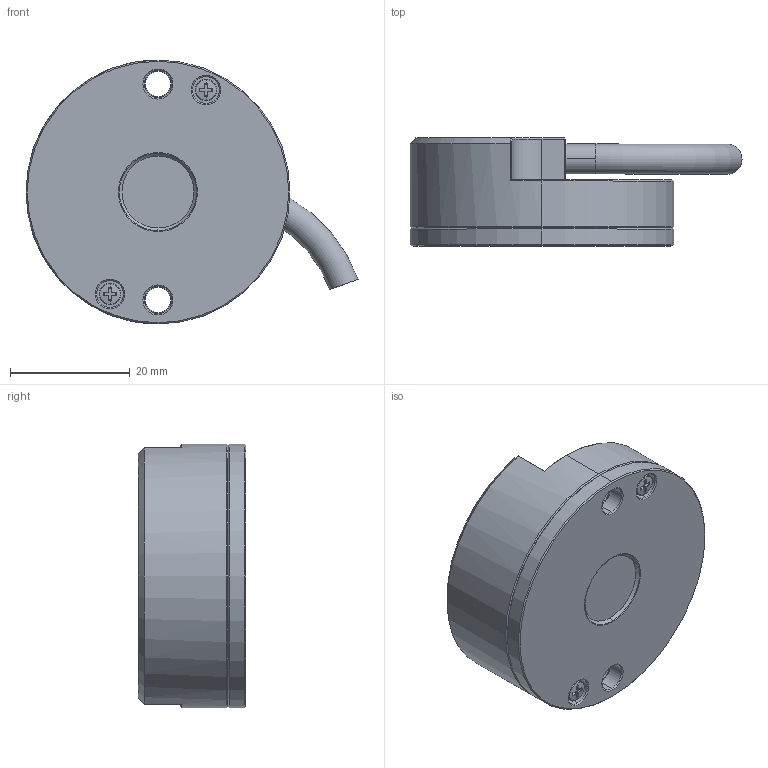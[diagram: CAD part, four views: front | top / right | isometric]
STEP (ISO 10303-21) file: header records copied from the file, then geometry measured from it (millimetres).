
FILE_DESCRIPTION (( 'STEP AP203' ), '1' );
FILE_NAME ('rm44-3d.step', '2007-01-18T14:54:24', ( 'RLS' ), ( '' ), 'SwSTEP 1.0', 'SolidWorks 1999313', '' );
FILE_SCHEMA (( 'CONFIG_CONTROL_DESIGN' ));
Length unit declared in the file: metre
Products named in the file (1): 1
Bounding box: 55.34 x 18 x 44 mm (x, y, z)
Volume: 22427.7 mm3; surface area: 7981 mm2
Topology: 1 solids, 2 shells, 159 faces, 383 edges, 238 vertices
Faces by surface type: cone 65, plane 49, cylinder 38, sphere 4, bspline 2, torus 1
Entity records: 4756 total; most frequent: CARTESIAN_POINT 966, DIRECTION 822, ORIENTED_EDGE 764, EDGE_CURVE 382, AXIS2_PLACEMENT_3D 334, VERTEX_POINT 238, CIRCLE 176, EDGE_LOOP 174
